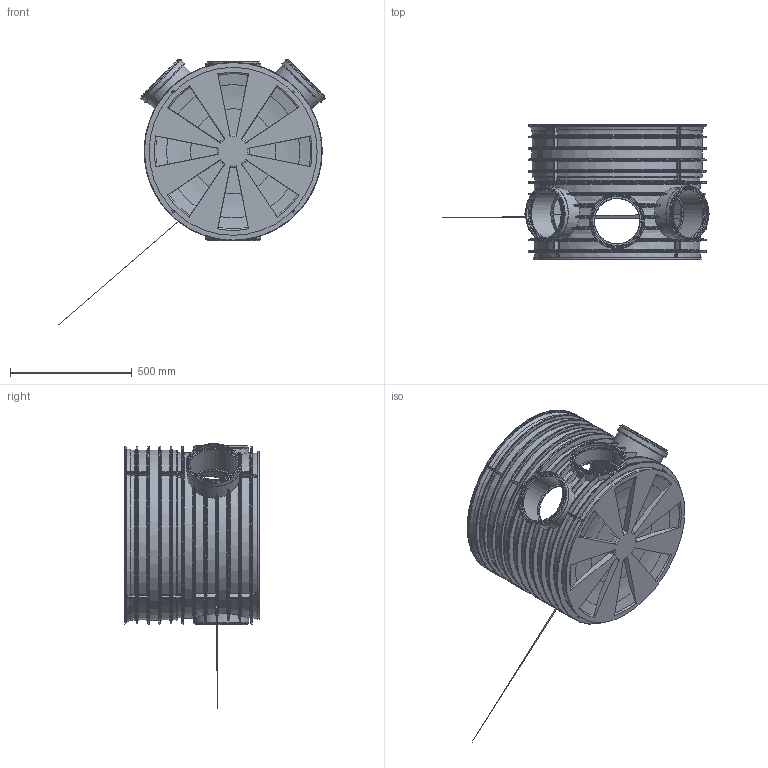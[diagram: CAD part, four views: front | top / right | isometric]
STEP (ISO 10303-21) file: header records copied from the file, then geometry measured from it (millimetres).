
FILE_DESCRIPTION(/* description */ (''),/* implementation_level */ '2;1');
FILE_NAME(/* name */ '662050z.stp',/* time_stamp */ '2024-12-09T12:12:54+01:00',/* author */ ('corinna'),/* organization */ (''),/* preprocessor_version */ 'ST-DEVELOPER v20',/* originating_system */ 'Autodesk Inventor 2024',/* authorisation */ '');
FILE_SCHEMA (('AUTOMOTIVE_DESIGN { 1 0 10303 214 3 1 1 }'));
Length unit declared in the file: millimetre
Products named in the file (3): 662050z; 662050 Schacht DN600 Boden_z; 662050 Schachtboden DN600 Grundkörper_z
Assembly tree (2 placements, depth 2):
  662050z
    662050 Schacht DN600 Boden_z
    662050 Schachtboden DN600 Grundkörper_z
Bounding box: 1096.06 x 554.5 x 1091.94 mm (x, y, z)
Volume: 25715982.8 mm3; surface area: 5603307.4 mm2
Topology: 2 solids, 2 shells, 1746 faces, 4413 edges, 2556 vertices
Faces by surface type: bspline 631, torus 312, cylinder 296, plane 190, cone 159, sphere 158
Full cylindrical faces by diameter (mm): 120 x1, 185 x1, 186.664 x2, 186.7 x1, 200 x1, 201.5 x8, 213.5 x4, 216 x4, 228 x2, 640 x1, 650 x1, 666 x2, 681 x2, 685 x1, 690 x1, 700 x1, 731 x3
Entity records: 72626 total; most frequent: CARTESIAN_POINT 35503, ORIENTED_EDGE 8554, DIRECTION 6686, EDGE_CURVE 4277, AXIS2_PLACEMENT_3D 3045, VERTEX_POINT 2556, CIRCLE 1901, EDGE_LOOP 1783
